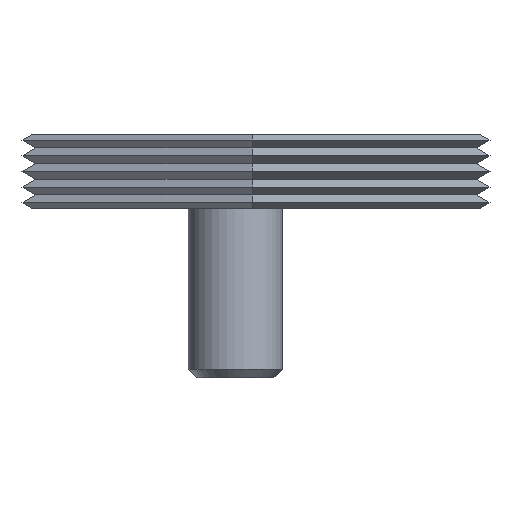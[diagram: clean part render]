
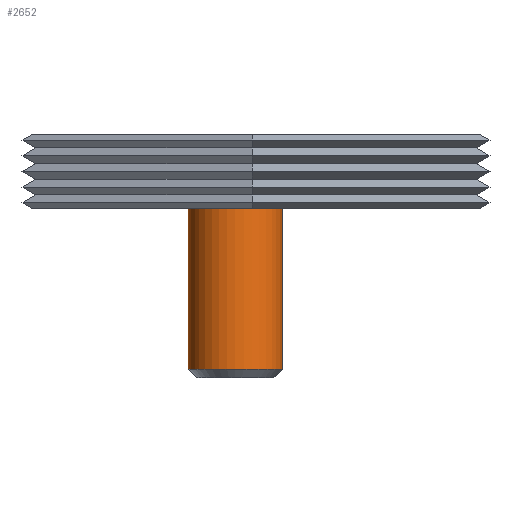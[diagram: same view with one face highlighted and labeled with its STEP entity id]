
A CAD part, left-side view. The second image highlights one B-rep face of the part: STEP entity #2652.
In plain terms, the highlighted cylindrical face has radius 6.35 mm (diameter 12.7 mm), a partial arc.
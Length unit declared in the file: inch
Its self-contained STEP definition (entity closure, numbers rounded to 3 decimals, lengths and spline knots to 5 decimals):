
#41 = CARTESIAN_POINT ( 'NONE',  ( 0.265, 0., -0.25 ) ) ;
#857 = EDGE_CURVE ( 'NONE', #1510, #8406, #12882, .T. ) ;
#1137 = CARTESIAN_POINT ( 'NONE',  ( 0., 0., -0.25 ) ) ;
#1323 = DIRECTION ( 'NONE',  ( -1., 0., 0. ) ) ;
#1510 = VERTEX_POINT ( 'NONE', #2203 ) ;
#1603 = CARTESIAN_POINT ( 'NONE',  ( 1.2192, 0., 0. ) ) ;
#2203 = CARTESIAN_POINT ( 'NONE',  ( 0.265, 0., 0.25 ) ) ;
#2267 = VERTEX_POINT ( 'NONE', #6090 ) ;
#2512 = VECTOR ( 'NONE', #5424, 39.37008 ) ;
#2613 = DIRECTION ( 'NONE',  ( 0., 0., 1. ) ) ;
#2652 = ADVANCED_FACE ( 'NONE', ( #4183 ), #3850, .T. ) ;
#2918 = ORIENTED_EDGE ( 'NONE', *, *, #10509, .F. ) ;
#2980 = CARTESIAN_POINT ( 'NONE',  ( 0., 0., 0. ) ) ;
#3125 = AXIS2_PLACEMENT_3D ( 'NONE', #7332, #1323, #8327 ) ;
#3535 = ORIENTED_EDGE ( 'NONE', *, *, #7126, .T. ) ;
#3850 = CYLINDRICAL_SURFACE ( 'NONE', #12931, 0.25 ) ;
#4183 = FACE_OUTER_BOUND ( 'NONE', #9397, .T. ) ;
#4379 = VECTOR ( 'NONE', #8133, 39.37008 ) ;
#4766 = CIRCLE ( 'NONE', #11575, 0.25 ) ;
#4844 = LINE ( 'NONE', #12419, #2512 ) ;
#4948 = DIRECTION ( 'NONE',  ( -1., 0., 0. ) ) ;
#5424 = DIRECTION ( 'NONE',  ( -1., 0., 0. ) ) ;
#6090 = CARTESIAN_POINT ( 'NONE',  ( 1.2192, 0., -0.25 ) ) ;
#6706 = ORIENTED_EDGE ( 'NONE', *, *, #857, .F. ) ;
#7126 = EDGE_CURVE ( 'NONE', #8705, #2267, #4766, .T. ) ;
#7332 = CARTESIAN_POINT ( 'NONE',  ( 0.265, 0., 0. ) ) ;
#8133 = DIRECTION ( 'NONE',  ( -1., 0., 0. ) ) ;
#8327 = DIRECTION ( 'NONE',  ( 0., 0., 1. ) ) ;
#8406 = VERTEX_POINT ( 'NONE', #41 ) ;
#8595 = DIRECTION ( 'NONE',  ( -1., 0., 0. ) ) ;
#8705 = VERTEX_POINT ( 'NONE', #11689 ) ;
#8959 = DIRECTION ( 'NONE',  ( 0., 0., 1. ) ) ;
#9368 = LINE ( 'NONE', #1137, #4379 ) ;
#9397 = EDGE_LOOP ( 'NONE', ( #3535, #10296, #6706, #2918 ) ) ;
#10296 = ORIENTED_EDGE ( 'NONE', *, *, #12019, .T. ) ;
#10509 = EDGE_CURVE ( 'NONE', #8705, #1510, #4844, .T. ) ;
#11575 = AXIS2_PLACEMENT_3D ( 'NONE', #1603, #8595, #2613 ) ;
#11689 = CARTESIAN_POINT ( 'NONE',  ( 1.2192, 0., 0.25 ) ) ;
#12019 = EDGE_CURVE ( 'NONE', #2267, #8406, #9368, .T. ) ;
#12419 = CARTESIAN_POINT ( 'NONE',  ( 0., 0., 0.25 ) ) ;
#12882 = CIRCLE ( 'NONE', #3125, 0.25 ) ;
#12931 = AXIS2_PLACEMENT_3D ( 'NONE', #2980, #4948, #8959 ) ;
